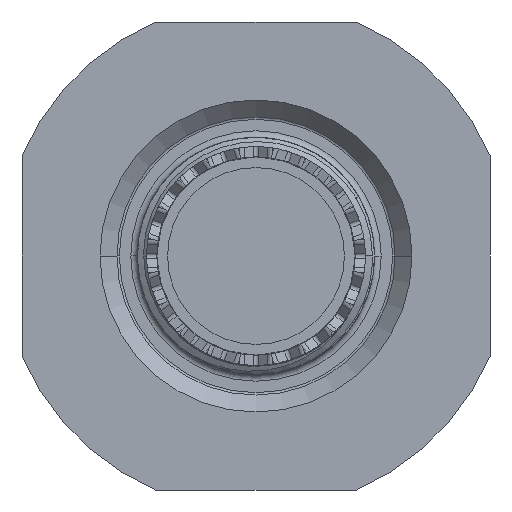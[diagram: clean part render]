
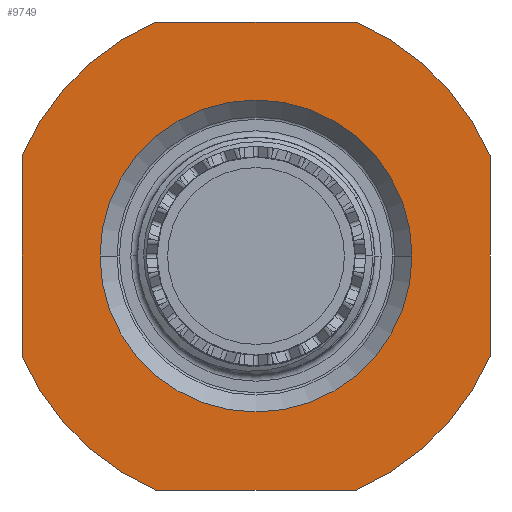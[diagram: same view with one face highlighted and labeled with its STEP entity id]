
A CAD part, front view. The second image highlights one B-rep face of the part: STEP entity #9749.
In plain terms, the highlighted planar face has unit normal (0, -1, 0).
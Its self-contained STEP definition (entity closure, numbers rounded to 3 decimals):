
#2646=CARTESIAN_POINT('',(0.,-25.7,0.));
#2647=DIRECTION('',(0.,-1.,0.));
#2648=DIRECTION('',(-1.,0.,0.));
#2649=AXIS2_PLACEMENT_3D('',#2646,#2647,#2648);
#2651=CARTESIAN_POINT('',(0.,-25.7,0.));
#2652=DIRECTION('',(0.,1.,0.));
#2653=DIRECTION('',(-1.,0.,0.));
#2654=AXIS2_PLACEMENT_3D('',#2651,#2652,#2653);
#2656=DIRECTION('',(0.,0.,-1.));
#2657=VECTOR('',#2656,15.115);
#2658=CARTESIAN_POINT('',(-17.65,-25.7,7.558));
#2659=LINE('',#2658,#2657);
#2660=DIRECTION('',(-1.,0.,0.));
#2661=VECTOR('',#2660,15.115);
#2662=CARTESIAN_POINT('',(7.558,-25.7,17.65));
#2663=LINE('',#2662,#2661);
#2664=DIRECTION('',(0.,0.,1.));
#2665=VECTOR('',#2664,15.115);
#2666=CARTESIAN_POINT('',(17.65,-25.7,-7.558));
#2667=LINE('',#2666,#2665);
#2668=DIRECTION('',(1.,0.,0.));
#2669=VECTOR('',#2668,15.115);
#2670=CARTESIAN_POINT('',(-7.558,-25.7,-17.65));
#2671=LINE('',#2670,#2669);
#2676=CARTESIAN_POINT('',(0.,-25.7,0.));
#2677=DIRECTION('',(0.,-1.,0.));
#2678=DIRECTION('',(-0.919,0.,-0.394));
#2679=AXIS2_PLACEMENT_3D('',#2676,#2677,#2678);
#2689=CARTESIAN_POINT('',(0.,-25.7,0.));
#2690=DIRECTION('',(0.,-1.,0.));
#2691=DIRECTION('',(0.394,0.,-0.919));
#2692=AXIS2_PLACEMENT_3D('',#2689,#2690,#2691);
#6012=CARTESIAN_POINT('',(0.,-25.7,0.));
#6013=DIRECTION('',(0.,1.,0.));
#6014=DIRECTION('',(-0.919,0.,0.394));
#6015=AXIS2_PLACEMENT_3D('',#6012,#6013,#6014);
#6021=CARTESIAN_POINT('',(0.,-25.7,0.));
#6022=DIRECTION('',(0.,1.,0.));
#6023=DIRECTION('',(0.394,0.,0.919));
#6024=AXIS2_PLACEMENT_3D('',#6021,#6022,#6023);
#6476=CARTESIAN_POINT('',(-11.765,-25.7,0.));
#6477=CARTESIAN_POINT('',(11.765,-25.7,0.));
#6478=VERTEX_POINT('',#6476);
#6479=VERTEX_POINT('',#6477);
#6963=CARTESIAN_POINT('',(-17.65,-25.7,7.558));
#6964=CARTESIAN_POINT('',(-17.65,-25.7,-7.558));
#6965=VERTEX_POINT('',#6963);
#6966=VERTEX_POINT('',#6964);
#6967=CARTESIAN_POINT('',(-7.558,-25.7,-17.65));
#6968=CARTESIAN_POINT('',(7.558,-25.7,-17.65));
#6969=VERTEX_POINT('',#6967);
#6970=VERTEX_POINT('',#6968);
#6971=CARTESIAN_POINT('',(17.65,-25.7,-7.558));
#6972=CARTESIAN_POINT('',(17.65,-25.7,7.558));
#6973=VERTEX_POINT('',#6971);
#6974=VERTEX_POINT('',#6972);
#6975=CARTESIAN_POINT('',(7.558,-25.7,17.65));
#6976=CARTESIAN_POINT('',(-7.558,-25.7,17.65));
#6977=VERTEX_POINT('',#6975);
#6978=VERTEX_POINT('',#6976);
#9722=CARTESIAN_POINT('',(0.,-25.7,0.));
#9723=DIRECTION('',(0.,1.,0.));
#9724=DIRECTION('',(-1.,0.,0.));
#9725=AXIS2_PLACEMENT_3D('',#9722,#9723,#9724);
#9726=PLANE('',#9725);
#9728=ORIENTED_EDGE('',*,*,#9727,.F.);
#9730=ORIENTED_EDGE('',*,*,#9729,.T.);
#9732=ORIENTED_EDGE('',*,*,#9731,.F.);
#9734=ORIENTED_EDGE('',*,*,#9733,.T.);
#9736=ORIENTED_EDGE('',*,*,#9735,.F.);
#9738=ORIENTED_EDGE('',*,*,#9737,.F.);
#9740=ORIENTED_EDGE('',*,*,#9739,.F.);
#9742=ORIENTED_EDGE('',*,*,#9741,.F.);
#9743=EDGE_LOOP('',(#9728,#9730,#9732,#9734,#9736,#9738,#9740,#9742));
#9744=FACE_OUTER_BOUND('',#9743,.F.);
#9745=ORIENTED_EDGE('',*,*,#9689,.T.);
#9746=ORIENTED_EDGE('',*,*,#9704,.F.);
#9747=EDGE_LOOP('',(#9745,#9746));
#9748=FACE_BOUND('',#9747,.F.);
#9749=ADVANCED_FACE('',(#9744,#9748),#9726,.F.);
#2650=CIRCLE('',#2649,11.765);
#2655=CIRCLE('',#2654,11.765);
#2680=CIRCLE('',#2679,19.2);
#2693=CIRCLE('',#2692,19.2);
#6016=CIRCLE('',#6015,19.2);
#6025=CIRCLE('',#6024,19.2);
#9689=EDGE_CURVE('',#6478,#6479,#2650,.T.);
#9704=EDGE_CURVE('',#6478,#6479,#2655,.T.);
#9727=EDGE_CURVE('',#6965,#6966,#2659,.T.);
#9729=EDGE_CURVE('',#6965,#6978,#6016,.T.);
#9731=EDGE_CURVE('',#6977,#6978,#2663,.T.);
#9733=EDGE_CURVE('',#6977,#6974,#6025,.T.);
#9735=EDGE_CURVE('',#6973,#6974,#2667,.T.);
#9737=EDGE_CURVE('',#6970,#6973,#2693,.T.);
#9739=EDGE_CURVE('',#6969,#6970,#2671,.T.);
#9741=EDGE_CURVE('',#6966,#6969,#2680,.T.);
